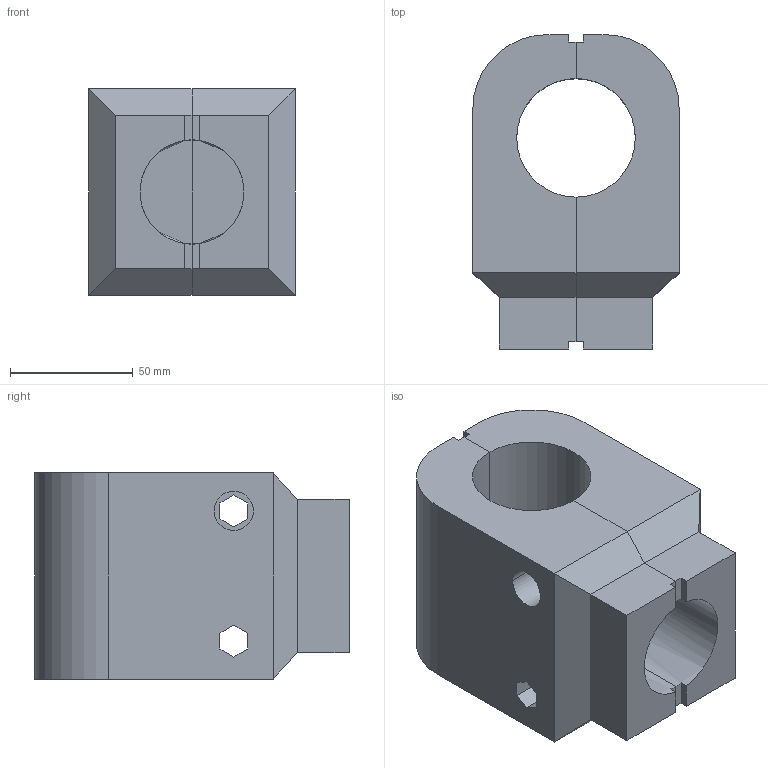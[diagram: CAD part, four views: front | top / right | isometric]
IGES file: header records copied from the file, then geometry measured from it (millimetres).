
Start section: Elysium IGES Interface
Global section: file name: S0137-66813.igs; native system: CoCreate Modeling 17.0  01-Apr-2010; preprocessor: CoCreate IGES_3D V2.2; author: Unknown; organization: Unknown; date: 20110406.100239; units: millimetre
Bounding box: 84 x 128 x 84 mm (x, y, z)
Volume: 548966.4 mm3; surface area: 79565.9 mm2
Topology: 2 solids, 2 shells, 62 faces, 166 edges, 108 vertices
Faces by surface type: bspline 62
